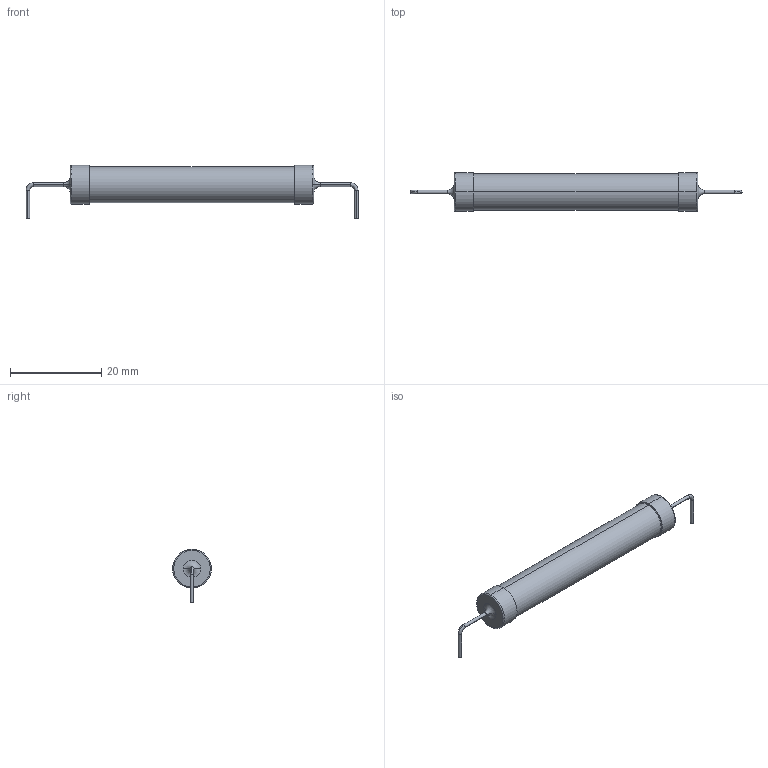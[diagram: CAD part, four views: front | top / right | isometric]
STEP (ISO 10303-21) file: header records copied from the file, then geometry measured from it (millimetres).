
FILE_DESCRIPTION((''),'2;1');
FILE_NAME('RES_TYCO_C14.stp','2013-12-11T12:15:24',(''),(''),'Mechanical Desktop 2011','Mechanical Desktop 2011',', , ');
FILE_SCHEMA(('AUTOMOTIVE_DESIGN { 1 2 10303 214 1 1 1 1 }'));
Length unit declared in the file: millimetre
Products named in the file (1): Product
Bounding box: 72.7 x 8.5 x 11.7 mm (x, y, z)
Volume: 2696.9 mm3; surface area: 1541.9 mm2
Topology: 3 solids, 3 shells, 40 faces, 97 edges, 67 vertices
Faces by surface type: torus 14, cylinder 10, bspline 8, plane 8
Entity records: 1422 total; most frequent: CARTESIAN_POINT 367, DIRECTION 246, ORIENTED_EDGE 194, AXIS2_PLACEMENT_3D 116, EDGE_CURVE 97, CIRCLE 83, VERTEX_POINT 67, EDGE_LOOP 44
